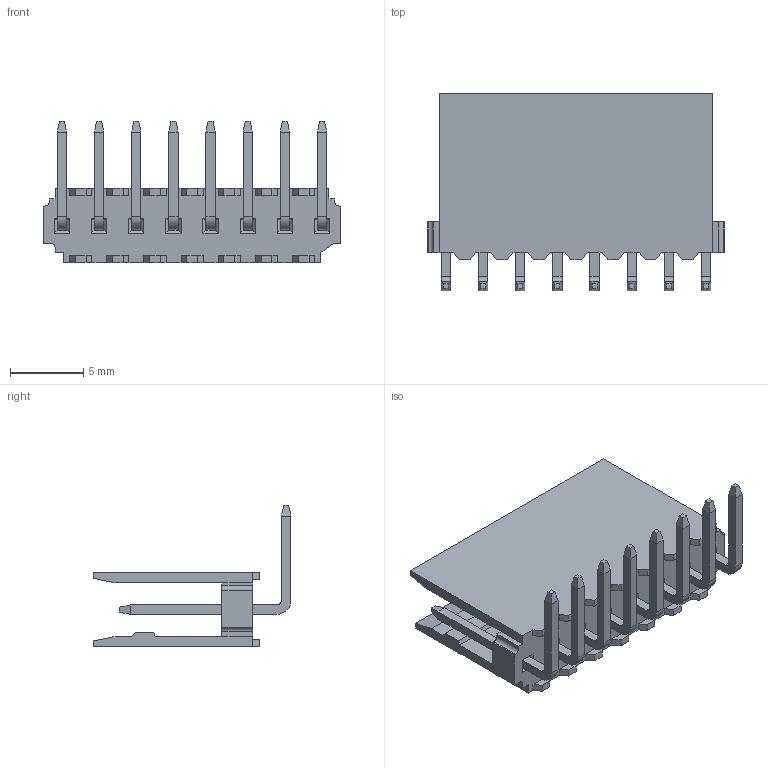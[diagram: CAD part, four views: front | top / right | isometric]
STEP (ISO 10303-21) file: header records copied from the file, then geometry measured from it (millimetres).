
FILE_DESCRIPTION( ('This file contains a STEP AP42 implementation' ,'as created by ZW3D STEP Interface translator.') ,'2;1' );
FILE_NAME( 'WF2547-1WRXXX01.stp' ,'23 427.172058', (''), ('ZWCAD Software Co.'), 'Version 1.0', 'ZW3D to STEP translator', '' );
FILE_SCHEMA(('AUTOMOTIVE_DESIGN { 1 0 10303 214 1 1 1 1 }'));
Length unit declared in the file: millimetre
Products named in the file (2): 0; WF2547-1WR08X01
Bounding box: 20.32 x 13.52 x 9.68 mm (x, y, z)
Volume: 485.3 mm3; surface area: 1386 mm2
Topology: 9 solids, 9 shells, 298 faces, 741 edges, 461 vertices
Faces by surface type: plane 279, cylinder 19
Entity records: 8922 total; most frequent: CARTESIAN_POINT 1501, ORIENTED_EDGE 1482, DIRECTION 1377, EDGE_CURVE 741, VECTOR 703, LINE 703, VERTEX_POINT 461, AXIS2_PLACEMENT_3D 337
